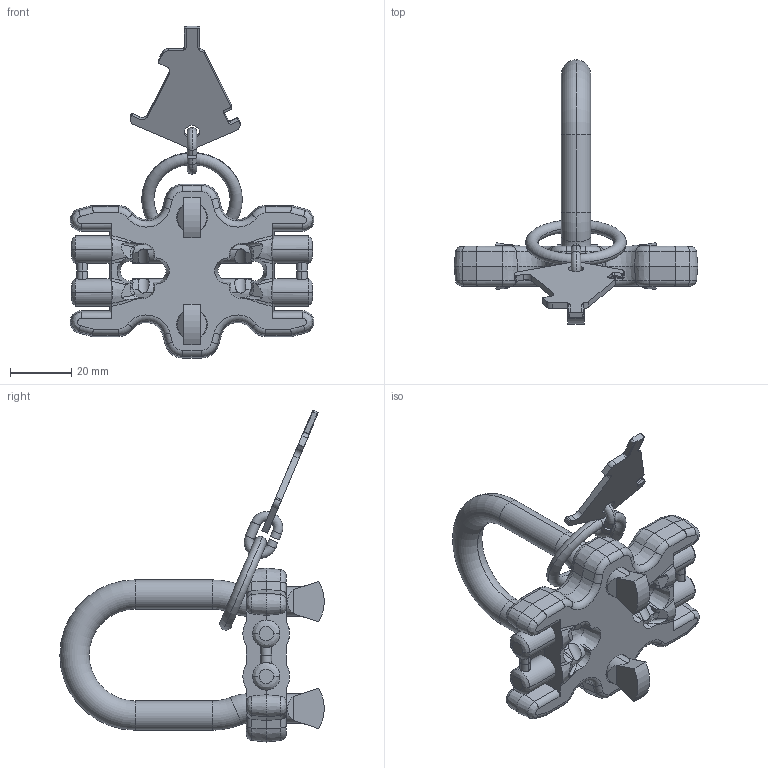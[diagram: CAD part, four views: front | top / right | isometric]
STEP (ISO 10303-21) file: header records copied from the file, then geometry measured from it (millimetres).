
FILE_DESCRIPTION((''),'2;1');
FILE_NAME('001-M31627-P-1_ASM','2012-11-27T',('Marcel.Bux'),(''),'PRO/ENGINEER BY PARAMETRIC TECHNOLOGY CORPORATION, 2010140','PRO/ENGINEER BY PARAMETRIC TECHNOLOGY CORPORATION, 2010140','');
FILE_SCHEMA(('CONFIG_CONTROL_DESIGN'));
Length unit declared in the file: millimetre
Products named in the file (7): 001-M31082-P-1; 001-M31625-BA1; 001-M31128-V05; 001-M31129-P-7; 001-M31555-P-2; 001-M31626-P2; 001-M31627-P-1_ASM
Assembly tree (9 placements, depth 2):
  001-M31627-P-1_ASM
    001-M31082-P-1
    001-M31625-BA1
    001-M31128-V05
    001-M31129-P-7
    001-M31555-P-2
    001-M31626-P2  x4
Bounding box: 79.95 x 86.59 x 108.79 mm (x, y, z)
Volume: 52520.3 mm3; surface area: 23781.2 mm2
Topology: 9 solids, 9 shells, 600 faces, 1532 edges, 962 vertices
Faces by surface type: plane 336, cylinder 122, cone 56, bspline 44, torus 42
Entity records: 18785 total; most frequent: CARTESIAN_POINT 5621, ORIENTED_EDGE 2824, DIRECTION 2542, EDGE_CURVE 1412, VECTOR 922, LINE 922, VERTEX_POINT 884, AXIS2_PLACEMENT_3D 810
